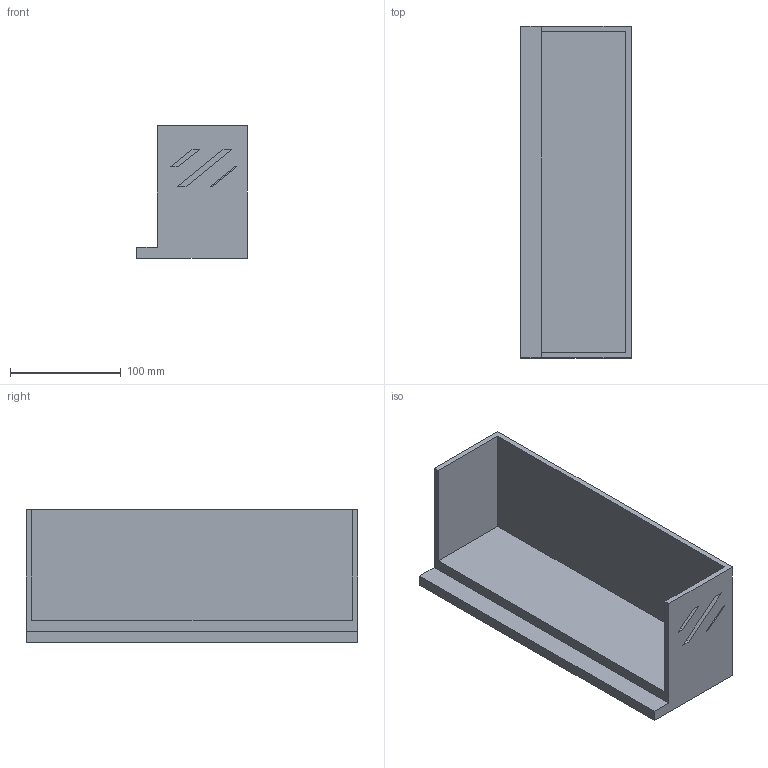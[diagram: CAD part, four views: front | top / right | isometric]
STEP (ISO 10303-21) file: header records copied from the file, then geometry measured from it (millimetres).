
FILE_DESCRIPTION( ('This file contains a STEP AP42 implementation' ,'as created by ZW3D STEP Interface translator.') ,'2;1' );
FILE_NAME( '溘淩怢赽.stp' ,'22 512.215236', (''), ('ZWCAD Software Co.'), 'Version 1.0', 'ZW3D to STEP translator', '' );
FILE_SCHEMA( ('CONFIG_CONTROL_DESIGN') );
Length unit declared in the file: millimetre
Products named in the file (3): 0; 蚾饜; 錨璃001
Assembly tree (1 placements, depth 2):
  0
  蚾饜
    錨璃001
Bounding box: 100 x 300 x 120 mm (x, y, z)
Volume: 768283.2 mm3; surface area: 167573.5 mm2
Topology: 1 solids, 1 shells, 24 faces, 66 edges, 44 vertices
Faces by surface type: bspline 24
Entity records: 776 total; most frequent: CARTESIAN_POINT 276, ORIENTED_EDGE 132, B_SPLINE_CURVE_WITH_KNOTS 66, EDGE_CURVE 66, VERTEX_POINT 44, EDGE_LOOP 30, B_SPLINE_SURFACE_WITH_KNOTS 24, FACE_OUTER_BOUND 24
